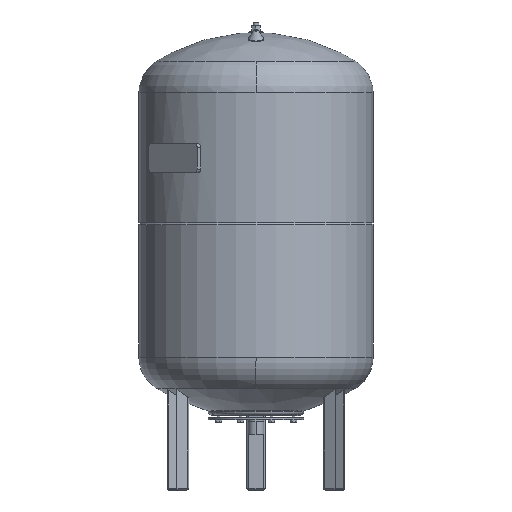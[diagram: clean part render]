
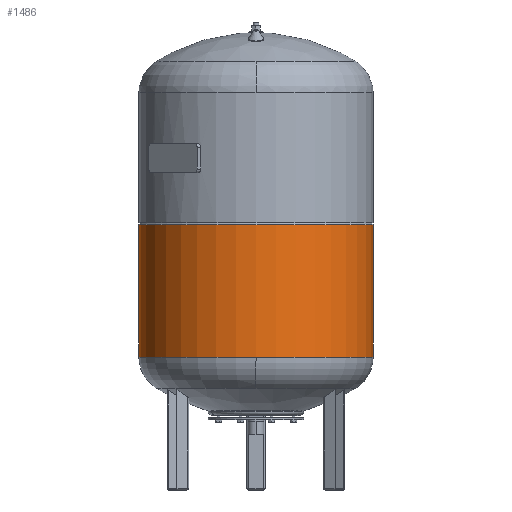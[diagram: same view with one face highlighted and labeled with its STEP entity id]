
A CAD part, front view. The second image highlights one B-rep face of the part: STEP entity #1486.
In plain terms, the highlighted cylindrical face has radius 317 mm (diameter 634 mm), a partial arc.
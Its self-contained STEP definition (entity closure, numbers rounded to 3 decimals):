
#1447=CARTESIAN_POINT('Axis2P3D Location',(0.,0.,897.)) ;
#1452=CARTESIAN_POINT('Line Origine',(317.,0.,897.)) ;
#1456=CARTESIAN_POINT('Vertex',(317.,0.,718.)) ;
#1458=CARTESIAN_POINT('Vertex',(317.,0.,360.)) ;
#1461=CARTESIAN_POINT('Axis2P3D Location',(0.,0.,718.)) ;
#1465=CARTESIAN_POINT('Vertex',(-317.,0.,718.)) ;
#1468=CARTESIAN_POINT('Line Origine',(-317.,0.,897.)) ;
#1472=CARTESIAN_POINT('Vertex',(-317.,0.,360.)) ;
#1475=CARTESIAN_POINT('Axis2P3D Location',(0.,0.,360.)) ;
#1454=VECTOR('Line Direction',#1453,1.) ;
#1470=VECTOR('Line Direction',#1469,1.) ;
#1448=DIRECTION('Axis2P3D Direction',(0.,0.,1.)) ;
#1449=DIRECTION('Axis2P3D XDirection',(1.,0.,0.)) ;
#1453=DIRECTION('Vector Direction',(0.,0.,1.)) ;
#1462=DIRECTION('Axis2P3D Direction',(0.,0.,1.)) ;
#1469=DIRECTION('Vector Direction',(0.,0.,1.)) ;
#1476=DIRECTION('Axis2P3D Direction',(0.,0.,1.)) ;
#1450=AXIS2_PLACEMENT_3D('Cylinder Axis2P3D',#1447,#1448,#1449) ;
#1463=AXIS2_PLACEMENT_3D('Circle Axis2P3D',#1461,#1462,$) ;
#1477=AXIS2_PLACEMENT_3D('Circle Axis2P3D',#1475,#1476,$) ;
#1455=LINE('Line',#1452,#1454) ;
#1471=LINE('Line',#1468,#1470) ;
#1464=CIRCLE('generated circle',#1463,317.) ;
#1478=CIRCLE('generated circle',#1477,317.) ;
#1451=CYLINDRICAL_SURFACE('generated cylinder',#1450,317.) ;
#1460=EDGE_CURVE('',#1457,#1459,#1455,.F.) ;
#1467=EDGE_CURVE('',#1466,#1457,#1464,.T.) ;
#1474=EDGE_CURVE('',#1473,#1466,#1471,.T.) ;
#1479=EDGE_CURVE('',#1473,#1459,#1478,.T.) ;
#1481=ORIENTED_EDGE('',*,*,#1460,.F.) ;
#1482=ORIENTED_EDGE('',*,*,#1467,.F.) ;
#1483=ORIENTED_EDGE('',*,*,#1474,.F.) ;
#1484=ORIENTED_EDGE('',*,*,#1479,.T.) ;
#1480=EDGE_LOOP('',(#1481,#1482,#1483,#1484)) ;
#1457=VERTEX_POINT('',#1456) ;
#1459=VERTEX_POINT('',#1458) ;
#1466=VERTEX_POINT('',#1465) ;
#1473=VERTEX_POINT('',#1472) ;
#1486=ADVANCED_FACE('568300',(#1485),#1451,.T.) ;
#1485=FACE_OUTER_BOUND('',#1480,.T.) ;
